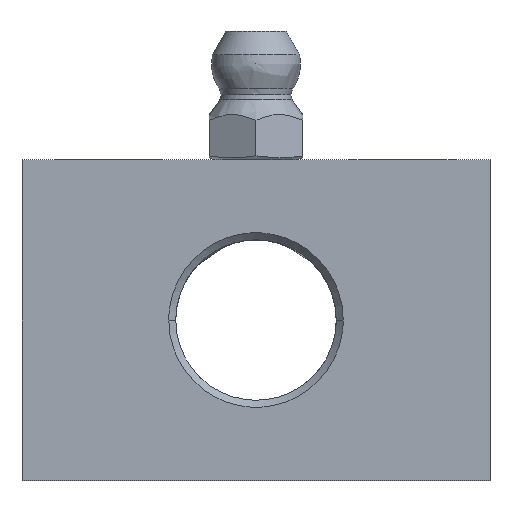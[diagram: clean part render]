
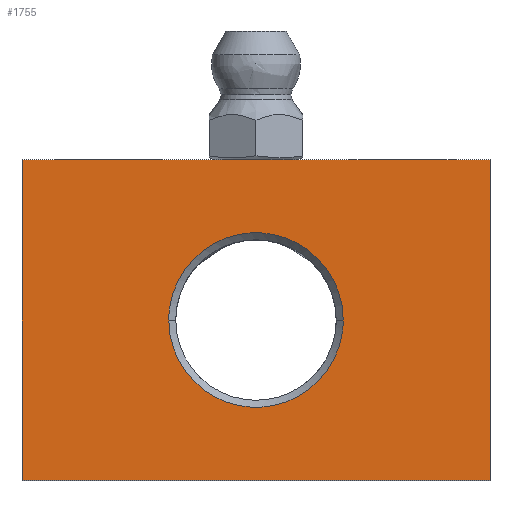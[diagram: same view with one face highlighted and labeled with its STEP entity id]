
A CAD part, top view. The second image highlights one B-rep face of the part: STEP entity #1755.
In plain terms, the highlighted free-form (B-spline) face has degree [1, 1] with [2, 2] control points.
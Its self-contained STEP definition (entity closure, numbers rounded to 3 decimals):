
#1367 = VERTEX_POINT('',#1368);
#1368 = CARTESIAN_POINT('',(8.216,0.,7.555));
#1373 = EDGE_CURVE('',#1374,#1367,#1376,.T.);
#1374 = VERTEX_POINT('',#1375);
#1375 = CARTESIAN_POINT('',(-8.216,0.,
    7.555));
#1376 = ( BOUNDED_CURVE() B_SPLINE_CURVE(2,(#1377,#1378,#1379,#1380,
#1381),.UNSPECIFIED.,.F.,.F.) B_SPLINE_CURVE_WITH_KNOTS((3,2,3),(
    3.142,4.712,6.283),
.PIECEWISE_BEZIER_KNOTS.) CURVE() GEOMETRIC_REPRESENTATION_ITEM() 
RATIONAL_B_SPLINE_CURVE((1.,0.707,1.,0.707,1.)) 
REPRESENTATION_ITEM('') );
#1377 = CARTESIAN_POINT('',(-8.216,0.,
    7.555));
#1378 = CARTESIAN_POINT('',(-8.216,-8.216,
    7.555));
#1379 = CARTESIAN_POINT('',(0.,-8.216,
    7.555));
#1380 = CARTESIAN_POINT('',(8.216,-8.216,
    7.555));
#1381 = CARTESIAN_POINT('',(8.216,0.,
    7.555));
#1755 = ADVANCED_FACE('',(#1756,#1786),#1797,.T.);
#1756 = FACE_BOUND('',#1757,.T.);
#1757 = EDGE_LOOP('',(#1758,#1767,#1774,#1781));
#1758 = ORIENTED_EDGE('',*,*,#1759,.T.);
#1759 = EDGE_CURVE('',#1760,#1762,#1764,.T.);
#1760 = VERTEX_POINT('',#1761);
#1761 = CARTESIAN_POINT('',(22.035,-15.109,
    7.555));
#1762 = VERTEX_POINT('',#1763);
#1763 = CARTESIAN_POINT('',(22.035,15.109,
    7.555));
#1764 = B_SPLINE_CURVE_WITH_KNOTS('',1,(#1765,#1766),.UNSPECIFIED.,.F.,
  .F.,(2,2),(-24.,0.),.PIECEWISE_BEZIER_KNOTS.);
#1765 = CARTESIAN_POINT('',(22.035,-15.109,
    7.555));
#1766 = CARTESIAN_POINT('',(22.035,15.109,
    7.555));
#1767 = ORIENTED_EDGE('',*,*,#1768,.T.);
#1768 = EDGE_CURVE('',#1762,#1769,#1771,.T.);
#1769 = VERTEX_POINT('',#1770);
#1770 = CARTESIAN_POINT('',(-22.035,15.109,
    7.555));
#1771 = B_SPLINE_CURVE_WITH_KNOTS('',1,(#1772,#1773),.UNSPECIFIED.,.F.,
  .F.,(2,2),(-35.,0.),.PIECEWISE_BEZIER_KNOTS.);
#1772 = CARTESIAN_POINT('',(22.035,15.109,
    7.555));
#1773 = CARTESIAN_POINT('',(-22.035,15.109,
    7.555));
#1774 = ORIENTED_EDGE('',*,*,#1775,.T.);
#1775 = EDGE_CURVE('',#1769,#1776,#1778,.T.);
#1776 = VERTEX_POINT('',#1777);
#1777 = CARTESIAN_POINT('',(-22.035,-15.109,
    7.555));
#1778 = B_SPLINE_CURVE_WITH_KNOTS('',1,(#1779,#1780),.UNSPECIFIED.,.F.,
  .F.,(2,2),(0.,24.),.PIECEWISE_BEZIER_KNOTS.);
#1779 = CARTESIAN_POINT('',(-22.035,15.109,
    7.555));
#1780 = CARTESIAN_POINT('',(-22.035,-15.109,
    7.555));
#1781 = ORIENTED_EDGE('',*,*,#1782,.T.);
#1782 = EDGE_CURVE('',#1776,#1760,#1783,.T.);
#1783 = B_SPLINE_CURVE_WITH_KNOTS('',1,(#1784,#1785),.UNSPECIFIED.,.F.,
  .F.,(2,2),(0.,35.),.PIECEWISE_BEZIER_KNOTS.);
#1784 = CARTESIAN_POINT('',(-22.035,-15.109,
    7.555));
#1785 = CARTESIAN_POINT('',(22.035,-15.109,
    7.555));
#1786 = FACE_BOUND('',#1787,.T.);
#1787 = EDGE_LOOP('',(#1788,#1796));
#1788 = ORIENTED_EDGE('',*,*,#1789,.F.);
#1789 = EDGE_CURVE('',#1367,#1374,#1790,.T.);
#1790 = ( BOUNDED_CURVE() B_SPLINE_CURVE(2,(#1791,#1792,#1793,#1794,
#1795),.UNSPECIFIED.,.F.,.F.) B_SPLINE_CURVE_WITH_KNOTS((3,2,3),(0.,
1.571,3.142),.PIECEWISE_BEZIER_KNOTS.) CURVE() 
GEOMETRIC_REPRESENTATION_ITEM() RATIONAL_B_SPLINE_CURVE((1.,
0.707,1.,0.707,1.)) REPRESENTATION_ITEM('') );
#1791 = CARTESIAN_POINT('',(8.216,0.,7.555));
#1792 = CARTESIAN_POINT('',(8.216,8.216,7.555
    ));
#1793 = CARTESIAN_POINT('',(0.,8.216,
    7.555));
#1794 = CARTESIAN_POINT('',(-8.216,8.216,
    7.555));
#1795 = CARTESIAN_POINT('',(-8.216,0.,
    7.555));
#1796 = ORIENTED_EDGE('',*,*,#1373,.F.);
#1797 = B_SPLINE_SURFACE_WITH_KNOTS('',1,1,(
    (#1798,#1799)
    ,(#1800,#1801
    )),.UNSPECIFIED.,.F.,.F.,.F.,(2,2),(2,2),(-17.5,17.5),(-12.,12.),
  .PIECEWISE_BEZIER_KNOTS.);
#1798 = CARTESIAN_POINT('',(-22.035,-15.109,
    7.555));
#1799 = CARTESIAN_POINT('',(-22.035,15.109,
    7.555));
#1800 = CARTESIAN_POINT('',(22.035,-15.109,
    7.555));
#1801 = CARTESIAN_POINT('',(22.035,15.109,
    7.555));
